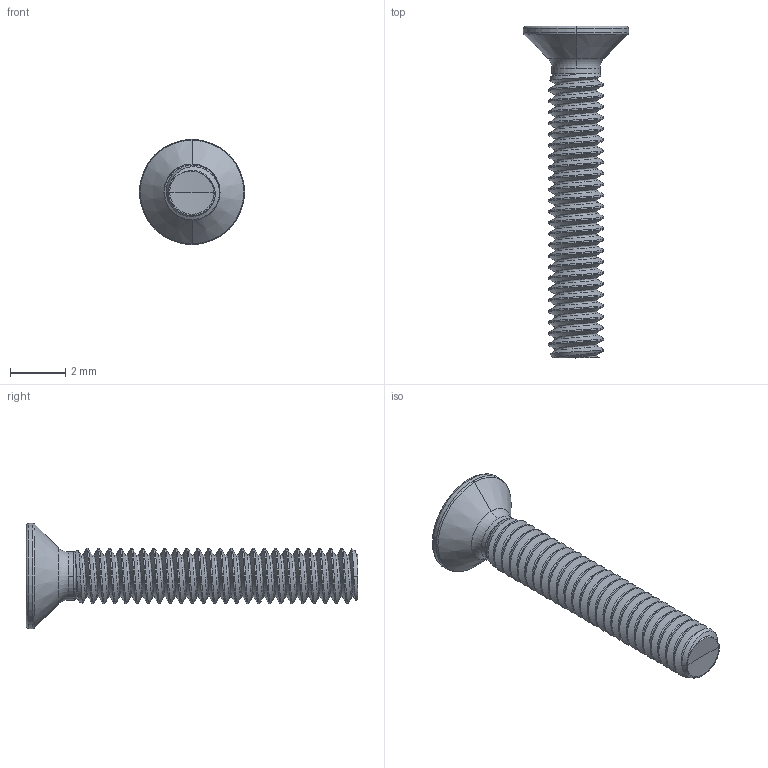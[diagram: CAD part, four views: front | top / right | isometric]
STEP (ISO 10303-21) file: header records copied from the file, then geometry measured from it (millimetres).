
FILE_DESCRIPTION (( 'STEP AP203' ), '1' );
FILE_NAME ('STM410200120.STEP', '2020-12-18T16:47:10', ( '' ), ( '' ), 'SwSTEP 2.0', 'SolidWorks 2015', '' );
FILE_SCHEMA (( 'CONFIG_CONTROL_DESIGN' ));
Length unit declared in the file: millimetre
Products named in the file (2): STM410200120
Bounding box: 3.8 x 12 x 3.8 mm (x, y, z)
Volume: 34.1 mm3; surface area: 129.3 mm2
Topology: 1 solids, 1 shells, 119 faces, 319 edges, 201 vertices
Faces by surface type: cylinder 73, bspline 18, torus 12, cone 12, sphere 2, plane 2
Entity records: 22415 total; most frequent: CARTESIAN_POINT 19779, ORIENTED_EDGE 634, DIRECTION 405, EDGE_CURVE 317, VERTEX_POINT 201, AXIS2_PLACEMENT_3D 161, EDGE_LOOP 120, FACE_OUTER_BOUND 119
